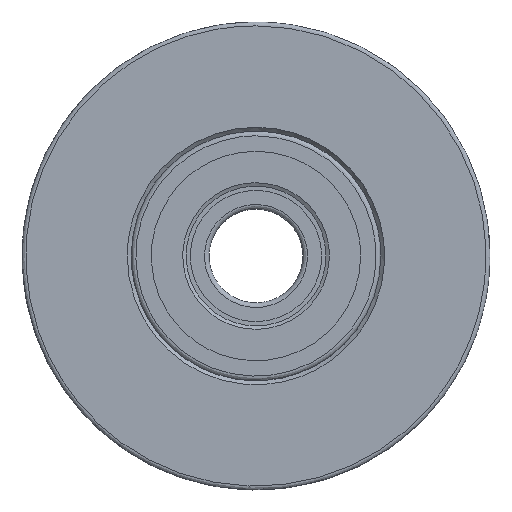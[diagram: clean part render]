
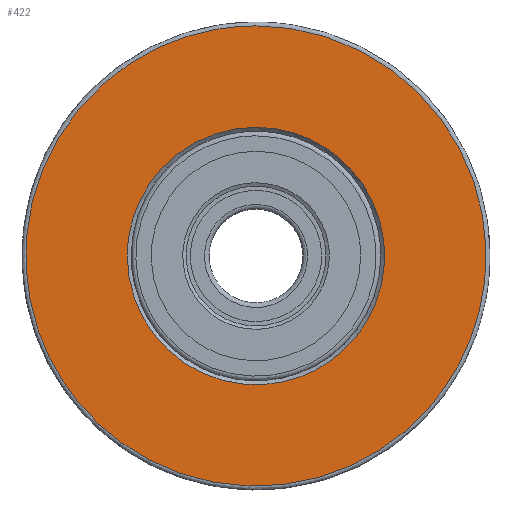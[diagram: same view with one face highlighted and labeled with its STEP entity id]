
A CAD part, left-side view. The second image highlights one B-rep face of the part: STEP entity #422.
In plain terms, the highlighted free-form (B-spline) face has degree [1, 1] with [2, 2] control points.
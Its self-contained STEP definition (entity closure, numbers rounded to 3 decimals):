
#377 = VERTEX_POINT('',#378);
#378 = CARTESIAN_POINT('',(-9.272,0.,
    27.353));
#384 = EDGE_CURVE('',#377,#377,#385,.T.);
#385 = ( BOUNDED_CURVE() B_SPLINE_CURVE(2,(#386,#387,#388,#389,#390,#391
,#392),.UNSPECIFIED.,.T.,.F.) B_SPLINE_CURVE_WITH_KNOTS((3,2,2,3),(
    4.712,6.807,8.901,10.996),
.PIECEWISE_BEZIER_KNOTS.) CURVE() GEOMETRIC_REPRESENTATION_ITEM() 
RATIONAL_B_SPLINE_CURVE((1.,0.5,1.,0.5,1.,0.5,1.)) REPRESENTATION_ITEM(
  '') );
#386 = CARTESIAN_POINT('',(-9.272,0.,
    27.353));
#387 = CARTESIAN_POINT('',(-9.272,-47.377,
    27.353));
#388 = CARTESIAN_POINT('',(-9.272,-23.688,
    -13.676));
#389 = CARTESIAN_POINT('',(-9.272,0.,
    -54.706));
#390 = CARTESIAN_POINT('',(-9.272,23.688,
    -13.676));
#391 = CARTESIAN_POINT('',(-9.272,47.377,
    27.353));
#392 = CARTESIAN_POINT('',(-9.272,0.,
    27.353));
#422 = ADVANCED_FACE('',(#423,#426),#440,.T.);
#423 = FACE_BOUND('',#424,.T.);
#424 = EDGE_LOOP('',(#425));
#425 = ORIENTED_EDGE('',*,*,#384,.F.);
#426 = FACE_BOUND('',#427,.T.);
#427 = EDGE_LOOP('',(#428));
#428 = ORIENTED_EDGE('',*,*,#429,.F.);
#429 = EDGE_CURVE('',#430,#430,#432,.T.);
#430 = VERTEX_POINT('',#431);
#431 = CARTESIAN_POINT('',(-9.272,15.299,
    0.));
#432 = ( BOUNDED_CURVE() B_SPLINE_CURVE(2,(#433,#434,#435,#436,#437,#438
,#439),.UNSPECIFIED.,.T.,.F.) B_SPLINE_CURVE_WITH_KNOTS((3,2,2,3),(
    3.142,5.236,7.33,9.425),
.PIECEWISE_BEZIER_KNOTS.) CURVE() GEOMETRIC_REPRESENTATION_ITEM() 
RATIONAL_B_SPLINE_CURVE((1.,0.5,1.,0.5,1.,0.5,1.)) REPRESENTATION_ITEM(
  '') );
#433 = CARTESIAN_POINT('',(-9.272,15.299,
    0.));
#434 = CARTESIAN_POINT('',(-9.272,15.299,
    -26.499));
#435 = CARTESIAN_POINT('',(-9.272,-7.65,
    -13.249));
#436 = CARTESIAN_POINT('',(-9.272,-30.598,
    0.));
#437 = CARTESIAN_POINT('',(-9.272,-7.65,
    13.249));
#438 = CARTESIAN_POINT('',(-9.272,15.299,
    26.499));
#439 = CARTESIAN_POINT('',(-9.272,15.299,
    0.));
#440 = B_SPLINE_SURFACE_WITH_KNOTS('',1,1,(
    (#441,#442)
    ,(#443,#444
    )),.UNSPECIFIED.,.F.,.F.,.F.,(2,2),(2,2),(-29.5,29.5),(-59.5,-0.5),
  .PIECEWISE_BEZIER_KNOTS.);
#441 = CARTESIAN_POINT('',(-9.272,-27.353,
    -27.353));
#442 = CARTESIAN_POINT('',(-9.272,27.353,
    -27.353));
#443 = CARTESIAN_POINT('',(-9.272,-27.353,
    27.353));
#444 = CARTESIAN_POINT('',(-9.272,27.353,
    27.353));
